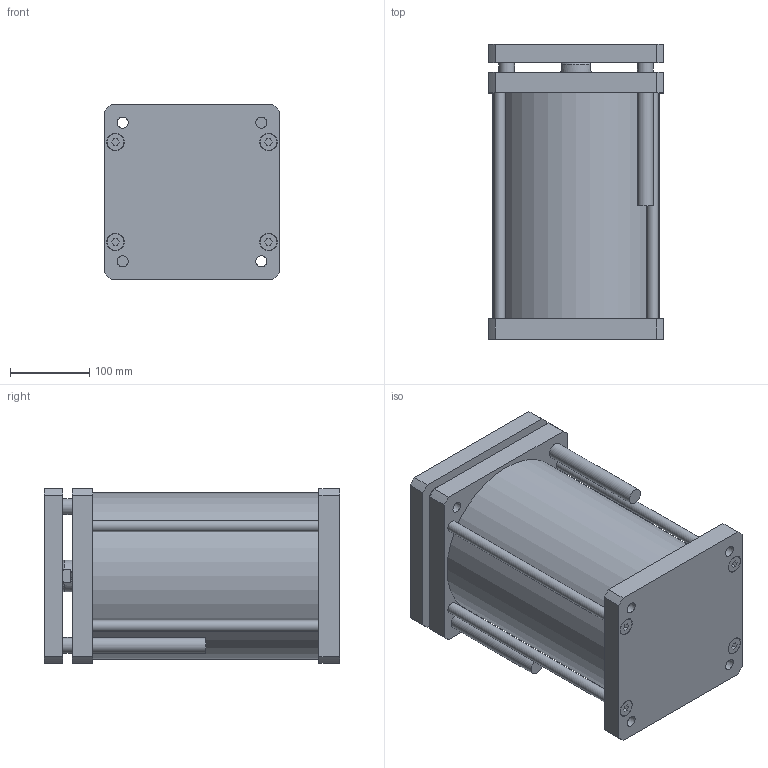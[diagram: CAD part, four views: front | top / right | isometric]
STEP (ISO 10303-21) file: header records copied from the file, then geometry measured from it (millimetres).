
FILE_DESCRIPTION((''),'2;1');
FILE_NAME('KDMA200.250.GS.F.stp','2011-09-07T09:28:37',('Administrator'),(''),'Autodesk Inventor 2012','Autodesk Inventor 2012','');
FILE_SCHEMA(('AUTOMOTIVE_DESIGN { 1 0 10303 214 1 1 1 1 }'));
Length unit declared in the file: millimetre
Products named in the file (1): KDMA200.250.GS.F
Bounding box: 220 x 372 x 220 mm (x, y, z)
Volume: 13694888.8 mm3; surface area: 569786.5 mm2
Topology: 1 solids, 1 shells, 187 faces, 439 edges, 294 vertices
Faces by surface type: plane 124, cylinder 59, cone 2, torus 2
Full cylindrical faces by diameter (mm): 12 x4, 13.835 x6, 14 x4, 14.95 x2, 16 x2, 17 x2, 20 x4, 21 x8, 22 x10, 30 x1, 40 x1, 43 x1, 46 x1, 210 x1
Entity records: 5370 total; most frequent: CARTESIAN_POINT 898, DIRECTION 876, ORIENTED_EDGE 762, EDGE_CURVE 381, EDGE_LOOP 312, AXIS2_PLACEMENT_3D 311, VERTEX_POINT 285, VECTOR 254
